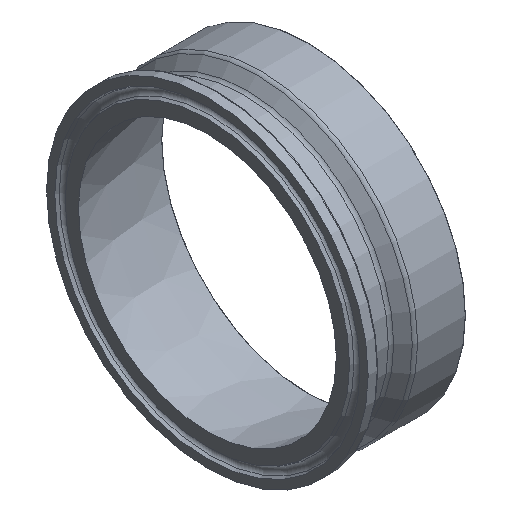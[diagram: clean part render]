
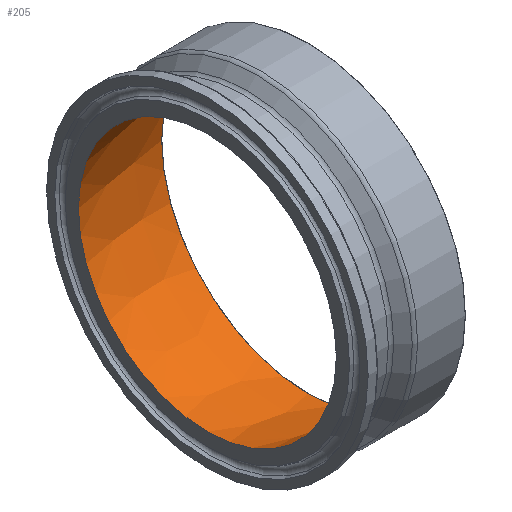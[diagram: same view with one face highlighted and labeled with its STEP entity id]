
A CAD part, isometric view. The second image highlights one B-rep face of the part: STEP entity #205.
In plain terms, the highlighted conical face has half-angle 9.834 degrees and reference radius 38.925 mm.
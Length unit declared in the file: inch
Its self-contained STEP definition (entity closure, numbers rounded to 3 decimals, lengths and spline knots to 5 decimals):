
#22=CONICAL_SURFACE('',#239,1.5325,9.834);
#36=FACE_BOUND('',#84,.T.);
#54=FACE_OUTER_BOUND('',#83,.T.);
#83=EDGE_LOOP('',(#173));
#84=EDGE_LOOP('',(#174));
#108=CIRCLE('',#236,1.62928);
#110=CIRCLE('',#240,1.435);
#126=VERTEX_POINT('',#358);
#128=VERTEX_POINT('',#364);
#144=EDGE_CURVE('',#126,#126,#108,.T.);
#146=EDGE_CURVE('',#128,#128,#110,.T.);
#173=ORIENTED_EDGE('',*,*,#146,.F.);
#174=ORIENTED_EDGE('',*,*,#144,.F.);
#205=ADVANCED_FACE('',(#54,#36),#22,.F.);
#236=AXIS2_PLACEMENT_3D('',#359,#295,#296);
#239=AXIS2_PLACEMENT_3D('',#363,#301,#302);
#240=AXIS2_PLACEMENT_3D('',#365,#303,#304);
#295=DIRECTION('center_axis',(-1.,0.,0.));
#296=DIRECTION('ref_axis',(0.,-1.,0.));
#301=DIRECTION('center_axis',(1.,0.,0.));
#302=DIRECTION('ref_axis',(0.,1.,0.));
#303=DIRECTION('center_axis',(1.,0.,0.));
#304=DIRECTION('ref_axis',(0.,0.,-1.));
#358=CARTESIAN_POINT('',(1.12085,1.62928,0.));
#359=CARTESIAN_POINT('Origin',(1.12085,0.,0.));
#363=CARTESIAN_POINT('Origin',(0.5625,0.,0.));
#364=CARTESIAN_POINT('',(0.,1.435,0.));
#365=CARTESIAN_POINT('Origin',(0.,0.,0.));
